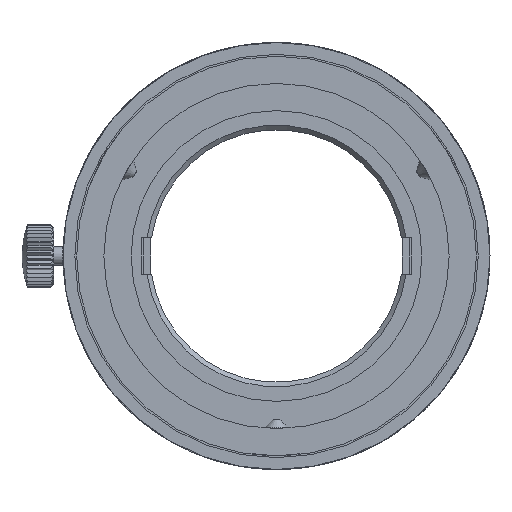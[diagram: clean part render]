
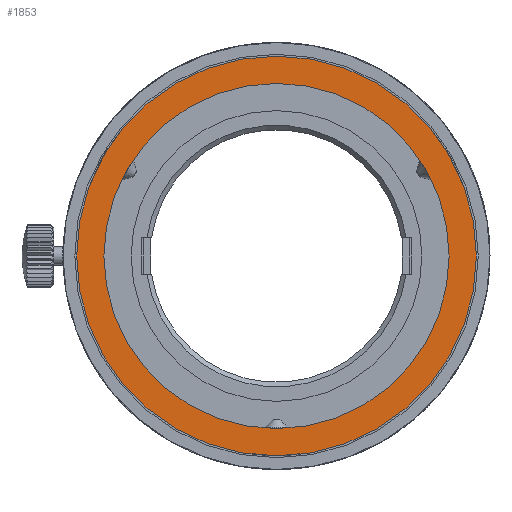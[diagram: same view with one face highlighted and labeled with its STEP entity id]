
A CAD part, left-side view. The second image highlights one B-rep face of the part: STEP entity #1853.
In plain terms, the highlighted planar face has unit normal (-1, 0, 0).
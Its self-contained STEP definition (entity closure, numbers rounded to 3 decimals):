
#927=CIRCLE('',#16258,19.);
#928=CIRCLE('',#16260,22.);
#1196=FACE_BOUND('',#3697,.T.);
#1197=FACE_BOUND('',#3698,.T.);
#1853=ADVANCED_FACE('',(#1196,#1197),#2443,.F.);
#2443=PLANE('',#16261);
#3697=EDGE_LOOP('',(#7796));
#3698=EDGE_LOOP('',(#7797));
#7796=ORIENTED_EDGE('',*,*,#12982,.F.);
#7797=ORIENTED_EDGE('',*,*,#12983,.T.);
#10686=VERTEX_POINT('',#24457);
#10687=VERTEX_POINT('',#24460);
#12982=EDGE_CURVE('',#10686,#10686,#927,.T.);
#12983=EDGE_CURVE('',#10687,#10687,#928,.T.);
#16258=AXIS2_PLACEMENT_3D('',#24456,#18911,#18912);
#16260=AXIS2_PLACEMENT_3D('',#24459,#18915,#18916);
#16261=AXIS2_PLACEMENT_3D('',#24461,#18917,#18918);
#18911=DIRECTION('',(-1.,0.,0.));
#18912=DIRECTION('',(0.,1.,0.));
#18915=DIRECTION('',(-1.,0.,0.));
#18916=DIRECTION('',(0.,1.,0.));
#18917=DIRECTION('',(1.,0.,0.));
#18918=DIRECTION('',(0.,-1.,0.));
#24456=CARTESIAN_POINT('',(-21.9,0.,0.));
#24457=CARTESIAN_POINT('',(-21.9,19.,0.));
#24459=CARTESIAN_POINT('',(-21.9,0.,0.));
#24460=CARTESIAN_POINT('',(-21.9,22.,0.));
#24461=CARTESIAN_POINT('',(-21.9,0.,-22.));
